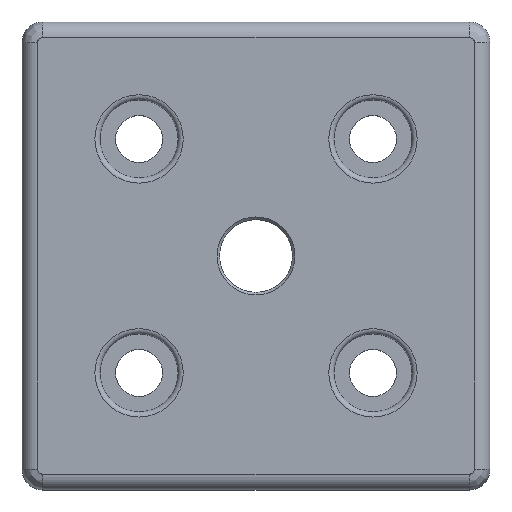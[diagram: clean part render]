
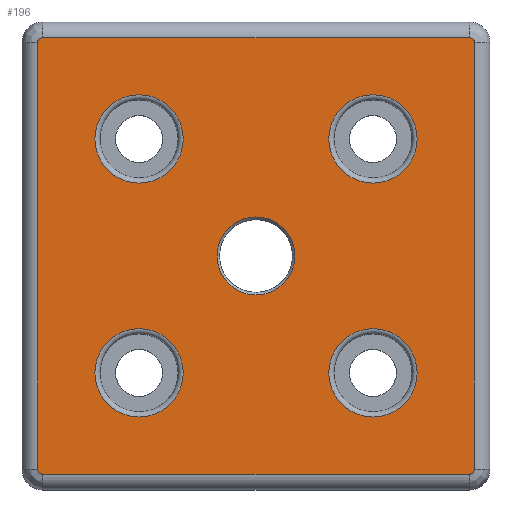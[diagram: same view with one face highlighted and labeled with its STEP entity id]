
A CAD part, top view. The second image highlights one B-rep face of the part: STEP entity #196.
In plain terms, the highlighted planar face has unit normal (0, 0, 1).
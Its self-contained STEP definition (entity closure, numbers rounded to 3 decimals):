
#196=ADVANCED_FACE('',(#236,#237,#238,#239,#240,#241),#242,.T.);
#236=FACE_BOUND('',#339,.T.);
#237=FACE_BOUND('',#340,.T.);
#238=FACE_BOUND('',#341,.T.);
#239=FACE_BOUND('',#342,.T.);
#240=FACE_OUTER_BOUND('',#343,.T.);
#241=FACE_BOUND('',#344,.T.);
#242=PLANE('',#345);
#339=EDGE_LOOP('',(#532));
#340=EDGE_LOOP('',(#533));
#341=EDGE_LOOP('',(#534));
#342=EDGE_LOOP('',(#535));
#343=EDGE_LOOP('',(#536,#537,#538,#539,#540,#541,#542,#543));
#344=EDGE_LOOP('',(#544));
#345=AXIS2_PLACEMENT_3D('',#545,#546,#547);
#532=ORIENTED_EDGE('',*,*,#755,.T.);
#533=ORIENTED_EDGE('',*,*,#756,.T.);
#534=ORIENTED_EDGE('',*,*,#757,.T.);
#535=ORIENTED_EDGE('',*,*,#758,.T.);
#536=ORIENTED_EDGE('',*,*,#759,.T.);
#537=ORIENTED_EDGE('',*,*,#760,.T.);
#538=ORIENTED_EDGE('',*,*,#761,.T.);
#539=ORIENTED_EDGE('',*,*,#762,.T.);
#540=ORIENTED_EDGE('',*,*,#763,.T.);
#541=ORIENTED_EDGE('',*,*,#764,.T.);
#542=ORIENTED_EDGE('',*,*,#765,.T.);
#543=ORIENTED_EDGE('',*,*,#766,.T.);
#544=ORIENTED_EDGE('',*,*,#767,.T.);
#545=CARTESIAN_POINT('',(0.0,0.0,16.0));
#546=DIRECTION('',(0.0,0.0,1.0));
#547=DIRECTION('',(1.0,0.0,0.0));
#755=EDGE_CURVE('',#820,#820,#821,.F.);
#756=EDGE_CURVE('',#822,#822,#823,.F.);
#757=EDGE_CURVE('',#824,#824,#825,.F.);
#758=EDGE_CURVE('',#826,#826,#827,.F.);
#759=EDGE_CURVE('',#828,#829,#830,.T.);
#760=EDGE_CURVE('',#829,#831,#832,.T.);
#761=EDGE_CURVE('',#831,#833,#834,.T.);
#762=EDGE_CURVE('',#833,#835,#836,.T.);
#763=EDGE_CURVE('',#835,#837,#838,.T.);
#764=EDGE_CURVE('',#837,#839,#840,.T.);
#765=EDGE_CURVE('',#839,#841,#842,.T.);
#766=EDGE_CURVE('',#841,#828,#843,.T.);
#767=EDGE_CURVE('',#844,#844,#845,.T.);
#820=VERTEX_POINT('',#932);
#821=CIRCLE('',#933,8.5);
#822=VERTEX_POINT('',#934);
#823=CIRCLE('',#935,8.5);
#824=VERTEX_POINT('',#936);
#825=CIRCLE('',#937,8.5);
#826=VERTEX_POINT('',#938);
#827=CIRCLE('',#939,8.5);
#828=VERTEX_POINT('',#940);
#829=VERTEX_POINT('',#941);
#830=LINE('',#942,#943);
#831=VERTEX_POINT('',#944);
#832=CIRCLE('',#945,1.0);
#833=VERTEX_POINT('',#946);
#834=LINE('',#947,#948);
#835=VERTEX_POINT('',#949);
#836=CIRCLE('',#950,1.0);
#837=VERTEX_POINT('',#951);
#838=LINE('',#952,#953);
#839=VERTEX_POINT('',#954);
#840=CIRCLE('',#955,1.0);
#841=VERTEX_POINT('',#956);
#842=LINE('',#957,#958);
#843=CIRCLE('',#959,1.0);
#844=VERTEX_POINT('',#960);
#845=CIRCLE('',#961,7.5);
#932=CARTESIAN_POINT('',(31.0,-22.5,16.0));
#933=AXIS2_PLACEMENT_3D('',#1065,#1066,#1067);
#934=CARTESIAN_POINT('',(-14.0,-22.5,16.0));
#935=AXIS2_PLACEMENT_3D('',#1068,#1069,#1070);
#936=CARTESIAN_POINT('',(31.0,22.5,16.0));
#937=AXIS2_PLACEMENT_3D('',#1071,#1072,#1073);
#938=CARTESIAN_POINT('',(-14.0,22.5,16.0));
#939=AXIS2_PLACEMENT_3D('',#1074,#1075,#1076);
#940=CARTESIAN_POINT('',(42.0,-41.0,16.0));
#941=CARTESIAN_POINT('',(42.0,41.0,16.0));
#942=CARTESIAN_POINT('',(42.0,0.,16.0));
#943=VECTOR('',#1077,1.0);
#944=CARTESIAN_POINT('',(41.0,42.0,16.0));
#945=AXIS2_PLACEMENT_3D('',#1078,#1079,#1080);
#946=CARTESIAN_POINT('',(-41.0,42.0,16.0));
#947=CARTESIAN_POINT('',(0.,42.0,16.0));
#948=VECTOR('',#1081,1.0);
#949=CARTESIAN_POINT('',(-42.0,41.0,16.0));
#950=AXIS2_PLACEMENT_3D('',#1082,#1083,#1084);
#951=CARTESIAN_POINT('',(-42.0,-41.0,16.0));
#952=CARTESIAN_POINT('',(-42.0,0.,16.0));
#953=VECTOR('',#1085,1.0);
#954=CARTESIAN_POINT('',(-41.0,-42.0,16.0));
#955=AXIS2_PLACEMENT_3D('',#1086,#1087,#1088);
#956=CARTESIAN_POINT('',(41.0,-42.0,16.0));
#957=CARTESIAN_POINT('',(0.0,-42.0,16.0));
#958=VECTOR('',#1089,1.0);
#959=AXIS2_PLACEMENT_3D('',#1090,#1091,#1092);
#960=CARTESIAN_POINT('',(0.,-7.5,16.0));
#961=AXIS2_PLACEMENT_3D('',#1093,#1094,#1095);
#1065=CARTESIAN_POINT('',(22.5,-22.5,16.0));
#1066=DIRECTION('',(0.0,0.0,1.0));
#1067=DIRECTION('',(1.0,0.0,0.0));
#1068=CARTESIAN_POINT('',(-22.5,-22.5,16.0));
#1069=DIRECTION('',(0.0,0.0,1.0));
#1070=DIRECTION('',(1.0,0.0,0.0));
#1071=CARTESIAN_POINT('',(22.5,22.5,16.0));
#1072=DIRECTION('',(0.0,0.0,1.0));
#1073=DIRECTION('',(1.0,0.0,0.0));
#1074=CARTESIAN_POINT('',(-22.5,22.5,16.0));
#1075=DIRECTION('',(0.0,0.0,1.0));
#1076=DIRECTION('',(1.0,0.0,0.0));
#1077=DIRECTION('',(0.,1.0,0.0));
#1078=CARTESIAN_POINT('',(41.0,41.0,16.0));
#1079=DIRECTION('',(0.0,0.0,1.0));
#1080=DIRECTION('',(1.0,0.0,0.0));
#1081=DIRECTION('',(-1.0,0.,0.0));
#1082=CARTESIAN_POINT('',(-41.0,41.0,16.0));
#1083=DIRECTION('',(0.0,0.0,1.0));
#1084=DIRECTION('',(1.0,0.0,0.0));
#1085=DIRECTION('',(0.,-1.0,0.0));
#1086=CARTESIAN_POINT('',(-41.0,-41.0,16.0));
#1087=DIRECTION('',(0.0,0.0,1.0));
#1088=DIRECTION('',(1.0,0.0,0.0));
#1089=DIRECTION('',(1.0,0.0,0.0));
#1090=CARTESIAN_POINT('',(41.0,-41.0,16.0));
#1091=DIRECTION('',(0.0,0.0,1.0));
#1092=DIRECTION('',(1.0,0.0,0.0));
#1093=CARTESIAN_POINT('',(0.0,0.,16.0));
#1094=DIRECTION('',(0.0,0.0,-1.0));
#1095=DIRECTION('',(0.,-1.0,0.0));
